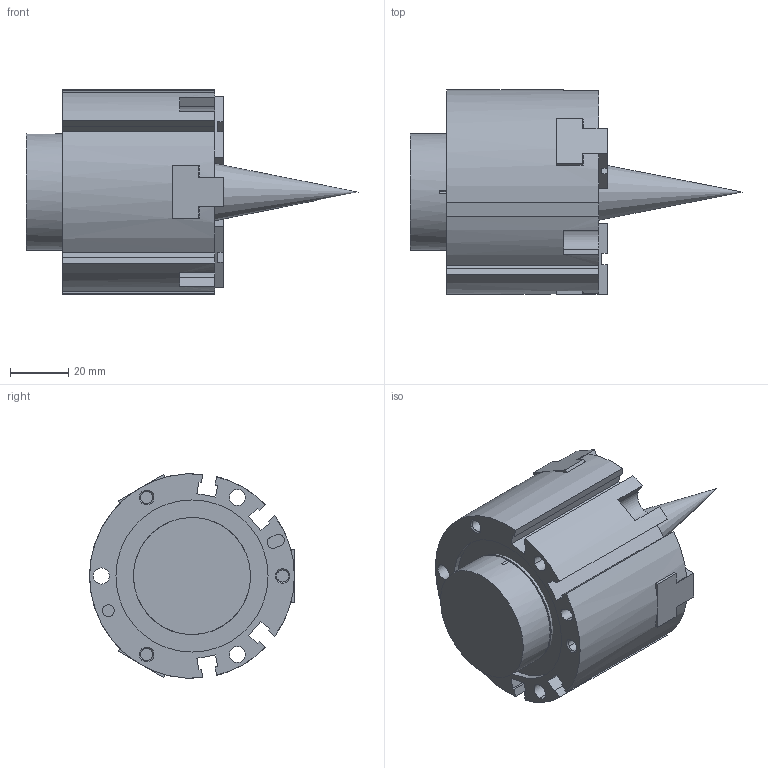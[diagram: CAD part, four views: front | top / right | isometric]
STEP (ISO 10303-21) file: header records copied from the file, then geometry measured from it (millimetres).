
FILE_DESCRIPTION(('FreeCAD Model'),'2;1');
FILE_NAME('Open CASCADE Shape Model','2021-05-27T06:30:36',('Author'),( ''),'Open CASCADE STEP processor 7.4','FreeCAD','Unknown');
FILE_SCHEMA(('AUTOMOTIVE_DESIGN { 1 0 10303 214 1 1 1 1 }'));
Length unit declared in the file: millimetre
Products named in the file (3): Unnamed; kuka_joint_6; Cone
Assembly tree (2 placements, depth 2):
  Unnamed
    kuka_joint_6
    Cone
Bounding box: 113.53 x 70 x 69.89 mm (x, y, z)
Volume: 238289 mm3; surface area: 49445.9 mm2
Topology: 6 solids, 6 shells, 202 faces, 510 edges, 340 vertices
Faces by surface type: plane 133, cylinder 47, cone 22
Full cylindrical faces by diameter (mm): 5 x8, 20 x1, 40 x1
Entity records: 12899 total; most frequent: CARTESIAN_POINT 2208, DIRECTION 2076, LINE 1228, VECTOR 1228, ORIENTED_EDGE 1018, PCURVE 1018, DEFINITIONAL_REPRESENTATION 1018, EDGE_CURVE 509
